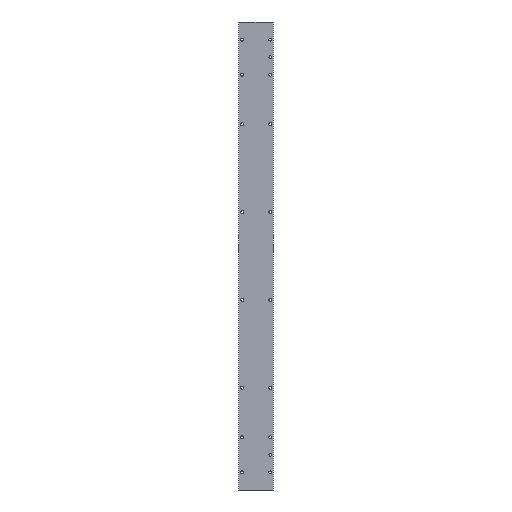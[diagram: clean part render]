
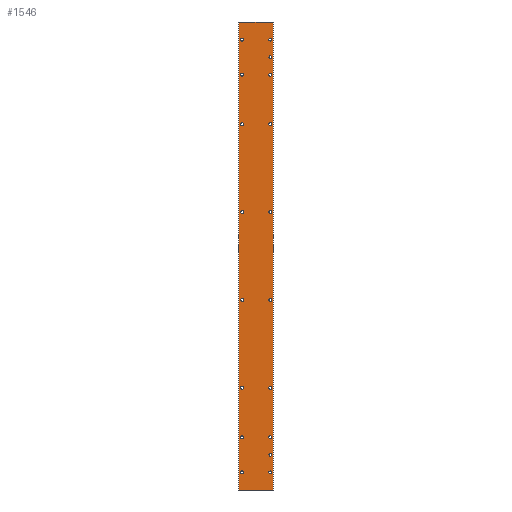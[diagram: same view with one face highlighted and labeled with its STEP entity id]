
A CAD part, left-side view. The second image highlights one B-rep face of the part: STEP entity #1546.
In plain terms, the highlighted planar face has unit normal (-1, 0, 0).
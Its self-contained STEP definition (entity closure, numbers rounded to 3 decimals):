
#40=CIRCLE('',#1664,1.7);
#41=CIRCLE('',#1665,1.7);
#42=CIRCLE('',#1666,1.7);
#43=CIRCLE('',#1667,1.7);
#44=CIRCLE('',#1668,1.7);
#45=CIRCLE('',#1669,1.7);
#46=CIRCLE('',#1670,1.7);
#47=CIRCLE('',#1671,1.7);
#48=CIRCLE('',#1672,1.7);
#49=CIRCLE('',#1673,1.7);
#50=CIRCLE('',#1674,1.7);
#51=CIRCLE('',#1675,1.7);
#52=CIRCLE('',#1676,1.7);
#53=CIRCLE('',#1677,1.7);
#54=CIRCLE('',#1678,1.7);
#55=CIRCLE('',#1679,1.7);
#56=CIRCLE('',#1680,1.5);
#57=CIRCLE('',#1681,1.5);
#246=ORIENTED_EDGE('',*,*,#658,.T.);
#247=ORIENTED_EDGE('',*,*,#659,.T.);
#248=ORIENTED_EDGE('',*,*,#660,.T.);
#249=ORIENTED_EDGE('',*,*,#661,.T.);
#250=ORIENTED_EDGE('',*,*,#662,.F.);
#251=ORIENTED_EDGE('',*,*,#663,.F.);
#252=ORIENTED_EDGE('',*,*,#664,.T.);
#253=ORIENTED_EDGE('',*,*,#665,.T.);
#254=ORIENTED_EDGE('',*,*,#666,.T.);
#255=ORIENTED_EDGE('',*,*,#667,.T.);
#256=ORIENTED_EDGE('',*,*,#668,.T.);
#257=ORIENTED_EDGE('',*,*,#669,.T.);
#258=ORIENTED_EDGE('',*,*,#670,.T.);
#259=ORIENTED_EDGE('',*,*,#671,.T.);
#260=ORIENTED_EDGE('',*,*,#672,.T.);
#261=ORIENTED_EDGE('',*,*,#673,.T.);
#262=ORIENTED_EDGE('',*,*,#674,.T.);
#263=ORIENTED_EDGE('',*,*,#675,.T.);
#264=ORIENTED_EDGE('',*,*,#676,.T.);
#265=ORIENTED_EDGE('',*,*,#677,.F.);
#266=ORIENTED_EDGE('',*,*,#678,.F.);
#267=ORIENTED_EDGE('',*,*,#656,.T.);
#656=EDGE_CURVE('',#857,#856,#1005,.T.);
#658=EDGE_CURVE('',#858,#858,#40,.T.);
#659=EDGE_CURVE('',#859,#859,#41,.T.);
#660=EDGE_CURVE('',#860,#860,#42,.T.);
#661=EDGE_CURVE('',#861,#861,#43,.T.);
#662=EDGE_CURVE('',#862,#862,#44,.T.);
#663=EDGE_CURVE('',#863,#863,#45,.T.);
#664=EDGE_CURVE('',#864,#864,#46,.T.);
#665=EDGE_CURVE('',#865,#865,#47,.T.);
#666=EDGE_CURVE('',#866,#866,#48,.T.);
#667=EDGE_CURVE('',#867,#867,#49,.T.);
#668=EDGE_CURVE('',#868,#868,#50,.T.);
#669=EDGE_CURVE('',#869,#869,#51,.T.);
#670=EDGE_CURVE('',#870,#870,#52,.T.);
#671=EDGE_CURVE('',#871,#871,#53,.T.);
#672=EDGE_CURVE('',#872,#872,#54,.T.);
#673=EDGE_CURVE('',#873,#873,#55,.T.);
#674=EDGE_CURVE('',#874,#874,#56,.T.);
#675=EDGE_CURVE('',#875,#875,#57,.T.);
#676=EDGE_CURVE('',#856,#876,#1006,.T.);
#677=EDGE_CURVE('',#877,#876,#1007,.T.);
#678=EDGE_CURVE('',#857,#877,#1008,.T.);
#856=VERTEX_POINT('',#2442);
#857=VERTEX_POINT('',#2444);
#858=VERTEX_POINT('',#2448);
#859=VERTEX_POINT('',#2450);
#860=VERTEX_POINT('',#2452);
#861=VERTEX_POINT('',#2454);
#862=VERTEX_POINT('',#2456);
#863=VERTEX_POINT('',#2458);
#864=VERTEX_POINT('',#2460);
#865=VERTEX_POINT('',#2462);
#866=VERTEX_POINT('',#2464);
#867=VERTEX_POINT('',#2466);
#868=VERTEX_POINT('',#2468);
#869=VERTEX_POINT('',#2470);
#870=VERTEX_POINT('',#2472);
#871=VERTEX_POINT('',#2474);
#872=VERTEX_POINT('',#2476);
#873=VERTEX_POINT('',#2478);
#874=VERTEX_POINT('',#2480);
#875=VERTEX_POINT('',#2482);
#876=VERTEX_POINT('',#2484);
#877=VERTEX_POINT('',#2486);
#1005=LINE('',#2443,#1129);
#1006=LINE('',#2483,#1130);
#1007=LINE('',#2485,#1131);
#1008=LINE('',#2487,#1132);
#1129=VECTOR('',#1942,1000.);
#1130=VECTOR('',#1983,1000.);
#1131=VECTOR('',#1984,1000.);
#1132=VECTOR('',#1985,1000.);
#1220=EDGE_LOOP('',(#246));
#1221=EDGE_LOOP('',(#247));
#1222=EDGE_LOOP('',(#248));
#1223=EDGE_LOOP('',(#249));
#1224=EDGE_LOOP('',(#250));
#1225=EDGE_LOOP('',(#251));
#1226=EDGE_LOOP('',(#252));
#1227=EDGE_LOOP('',(#253));
#1228=EDGE_LOOP('',(#254));
#1229=EDGE_LOOP('',(#255));
#1230=EDGE_LOOP('',(#256));
#1231=EDGE_LOOP('',(#257));
#1232=EDGE_LOOP('',(#258));
#1233=EDGE_LOOP('',(#259));
#1234=EDGE_LOOP('',(#260));
#1235=EDGE_LOOP('',(#261));
#1236=EDGE_LOOP('',(#262));
#1237=EDGE_LOOP('',(#263));
#1238=EDGE_LOOP('',(#264,#265,#266,#267));
#1366=FACE_BOUND('',#1220,.T.);
#1367=FACE_BOUND('',#1221,.T.);
#1368=FACE_BOUND('',#1222,.T.);
#1369=FACE_BOUND('',#1223,.T.);
#1370=FACE_BOUND('',#1224,.T.);
#1371=FACE_BOUND('',#1225,.T.);
#1372=FACE_BOUND('',#1226,.T.);
#1373=FACE_BOUND('',#1227,.T.);
#1374=FACE_BOUND('',#1228,.T.);
#1375=FACE_BOUND('',#1229,.T.);
#1376=FACE_BOUND('',#1230,.T.);
#1377=FACE_BOUND('',#1231,.T.);
#1378=FACE_BOUND('',#1232,.T.);
#1379=FACE_BOUND('',#1233,.T.);
#1380=FACE_BOUND('',#1234,.T.);
#1381=FACE_BOUND('',#1235,.T.);
#1382=FACE_BOUND('',#1236,.T.);
#1383=FACE_BOUND('',#1237,.T.);
#1384=FACE_BOUND('',#1238,.T.);
#1497=PLANE('',#1663);
#1546=ADVANCED_FACE('',(#1366,#1367,#1368,#1369,#1370,#1371,#1372,#1373,
#1374,#1375,#1376,#1377,#1378,#1379,#1380,#1381,#1382,#1383,#1384),#1497,
 .F.);
#1663=AXIS2_PLACEMENT_3D('',#2446,#1945,#1946);
#1664=AXIS2_PLACEMENT_3D('',#2447,#1947,#1948);
#1665=AXIS2_PLACEMENT_3D('',#2449,#1949,#1950);
#1666=AXIS2_PLACEMENT_3D('',#2451,#1951,#1952);
#1667=AXIS2_PLACEMENT_3D('',#2453,#1953,#1954);
#1668=AXIS2_PLACEMENT_3D('',#2455,#1955,#1956);
#1669=AXIS2_PLACEMENT_3D('',#2457,#1957,#1958);
#1670=AXIS2_PLACEMENT_3D('',#2459,#1959,#1960);
#1671=AXIS2_PLACEMENT_3D('',#2461,#1961,#1962);
#1672=AXIS2_PLACEMENT_3D('',#2463,#1963,#1964);
#1673=AXIS2_PLACEMENT_3D('',#2465,#1965,#1966);
#1674=AXIS2_PLACEMENT_3D('',#2467,#1967,#1968);
#1675=AXIS2_PLACEMENT_3D('',#2469,#1969,#1970);
#1676=AXIS2_PLACEMENT_3D('',#2471,#1971,#1972);
#1677=AXIS2_PLACEMENT_3D('',#2473,#1973,#1974);
#1678=AXIS2_PLACEMENT_3D('',#2475,#1975,#1976);
#1679=AXIS2_PLACEMENT_3D('',#2477,#1977,#1978);
#1680=AXIS2_PLACEMENT_3D('',#2479,#1979,#1980);
#1681=AXIS2_PLACEMENT_3D('',#2481,#1981,#1982);
#1942=DIRECTION('',(0.,0.,1.));
#1945=DIRECTION('',(1.,0.,0.));
#1946=DIRECTION('',(0.,0.,-1.));
#1947=DIRECTION('',(1.,0.,0.));
#1948=DIRECTION('',(0.,0.,-1.));
#1949=DIRECTION('',(1.,0.,0.));
#1950=DIRECTION('',(0.,0.,-1.));
#1951=DIRECTION('',(1.,0.,0.));
#1952=DIRECTION('',(0.,0.,-1.));
#1953=DIRECTION('',(1.,0.,0.));
#1954=DIRECTION('',(0.,0.,-1.));
#1955=DIRECTION('',(-1.,0.,0.));
#1956=DIRECTION('',(0.,0.,1.));
#1957=DIRECTION('',(-1.,0.,0.));
#1958=DIRECTION('',(0.,0.,1.));
#1959=DIRECTION('',(1.,0.,0.));
#1960=DIRECTION('',(0.,0.,-1.));
#1961=DIRECTION('',(1.,0.,0.));
#1962=DIRECTION('',(0.,0.,-1.));
#1963=DIRECTION('',(1.,0.,0.));
#1964=DIRECTION('',(0.,0.,-1.));
#1965=DIRECTION('',(1.,0.,0.));
#1966=DIRECTION('',(0.,0.,-1.));
#1967=DIRECTION('',(1.,0.,0.));
#1968=DIRECTION('',(0.,0.,-1.));
#1969=DIRECTION('',(1.,0.,0.));
#1970=DIRECTION('',(0.,0.,-1.));
#1971=DIRECTION('',(1.,0.,0.));
#1972=DIRECTION('',(0.,0.,-1.));
#1973=DIRECTION('',(1.,0.,0.));
#1974=DIRECTION('',(0.,0.,-1.));
#1975=DIRECTION('',(1.,0.,0.));
#1976=DIRECTION('',(0.,0.,-1.));
#1977=DIRECTION('',(1.,0.,0.));
#1978=DIRECTION('',(0.,0.,-1.));
#1979=DIRECTION('',(1.,0.,0.));
#1980=DIRECTION('',(0.,0.,-1.));
#1981=DIRECTION('',(1.,0.,0.));
#1982=DIRECTION('',(0.,0.,-1.));
#1983=DIRECTION('',(0.,1.,0.));
#1984=DIRECTION('',(0.,0.,1.));
#1985=DIRECTION('',(0.,1.,0.));
#2442=CARTESIAN_POINT('',(0.,0.2,266.5));
#2443=CARTESIAN_POINT('',(0.,0.2,-266.5));
#2444=CARTESIAN_POINT('',(0.,0.2,-266.5));
#2446=CARTESIAN_POINT('',(0.,0.2,-266.5));
#2447=CARTESIAN_POINT('',(0.,3.5,50.));
#2448=CARTESIAN_POINT('',(0.,3.5,48.3));
#2449=CARTESIAN_POINT('',(0.,3.5,-50.));
#2450=CARTESIAN_POINT('',(0.,3.5,-51.7));
#2451=CARTESIAN_POINT('',(0.,3.5,150.));
#2452=CARTESIAN_POINT('',(0.,3.5,148.3));
#2453=CARTESIAN_POINT('',(0.,3.5,-150.));
#2454=CARTESIAN_POINT('',(0.,3.5,-151.7));
#2455=CARTESIAN_POINT('',(0.,3.5,246.5));
#2456=CARTESIAN_POINT('',(0.,3.5,248.2));
#2457=CARTESIAN_POINT('',(0.,3.5,206.5));
#2458=CARTESIAN_POINT('',(0.,3.5,208.2));
#2459=CARTESIAN_POINT('',(0.,3.5,-206.5));
#2460=CARTESIAN_POINT('',(0.,3.5,-208.2));
#2461=CARTESIAN_POINT('',(0.,3.5,-246.5));
#2462=CARTESIAN_POINT('',(0.,3.5,-248.2));
#2463=CARTESIAN_POINT('',(0.,35.5,50.));
#2464=CARTESIAN_POINT('',(0.,35.5,48.3));
#2465=CARTESIAN_POINT('',(0.,35.5,-50.));
#2466=CARTESIAN_POINT('',(0.,35.5,-51.7));
#2467=CARTESIAN_POINT('',(0.,35.5,150.));
#2468=CARTESIAN_POINT('',(0.,35.5,148.3));
#2469=CARTESIAN_POINT('',(0.,35.5,-150.));
#2470=CARTESIAN_POINT('',(0.,35.5,-151.7));
#2471=CARTESIAN_POINT('',(0.,35.5,206.5));
#2472=CARTESIAN_POINT('',(0.,35.5,204.8));
#2473=CARTESIAN_POINT('',(0.,35.5,246.5));
#2474=CARTESIAN_POINT('',(0.,35.5,244.8));
#2475=CARTESIAN_POINT('',(0.,35.5,-206.5));
#2476=CARTESIAN_POINT('',(0.,35.5,-208.2));
#2477=CARTESIAN_POINT('',(0.,35.5,-246.5));
#2478=CARTESIAN_POINT('',(0.,35.5,-248.2));
#2479=CARTESIAN_POINT('',(0.,3.5,226.5));
#2480=CARTESIAN_POINT('',(0.,3.5,225.));
#2481=CARTESIAN_POINT('',(0.,3.5,-226.5));
#2482=CARTESIAN_POINT('',(0.,3.5,-228.));
#2483=CARTESIAN_POINT('',(0.,0.2,266.5));
#2484=CARTESIAN_POINT('',(0.,39.4,266.5));
#2485=CARTESIAN_POINT('',(0.,39.4,-266.5));
#2486=CARTESIAN_POINT('',(0.,39.4,-266.5));
#2487=CARTESIAN_POINT('',(0.,0.2,-266.5));
